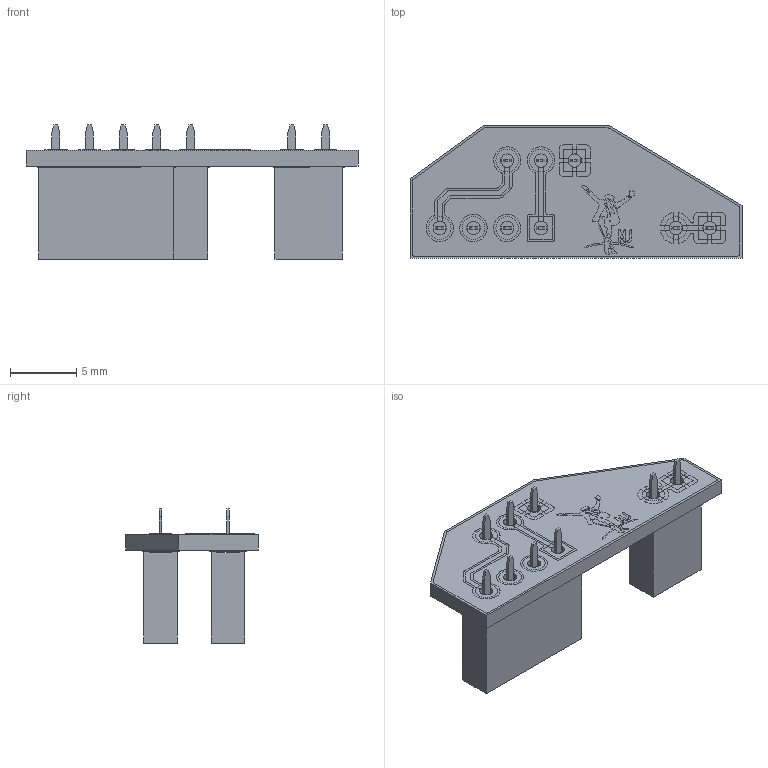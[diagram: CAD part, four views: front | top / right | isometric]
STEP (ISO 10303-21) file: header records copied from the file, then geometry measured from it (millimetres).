
FILE_DESCRIPTION(('FreeCAD Model'),'2;1');
FILE_NAME('Open CASCADE Shape Model','2022-01-24T03:06:12',(''),(''), 'Open CASCADE STEP processor 7.5','FreeCAD','Unknown');
FILE_SCHEMA(('AUTOMOTIVE_DESIGN { 1 0 10303 214 1 1 1 1 }'));
Length unit declared in the file: millimetre
Products named in the file (16): ss_fp_87dc3_bridgeboard_SingleBrd; ss_fp_87dc3_bridgeboard-SingleBrd; Board_Geoms_559e; Pcb_559e; topPads_559e; topTracks_559e; topZones_559e; botPads_559e; botZones_559e; botSilks_7583; topSilks_7857; Step_Models_559e; Bot_559e; J104_PinSocket_1x02_P254mm_Vertical_00005fc5ec21; J105_PinSocket_1x04_P254mm_Vertical_00005fc5ec39; J106_PinSocket_1x03_P254mm_Vertical_00005fc5ec50
Assembly tree (17 placements, depth 5):
  ss_fp_87dc3_bridgeboard_SingleBrd
    ss_fp_87dc3_bridgeboard-SingleBrd
      Board_Geoms_559e
        Pcb_559e
        topPads_559e
        topTracks_559e
        topZones_559e
        botPads_559e
        botZones_559e
        botSilks_7583
        topSilks_7857
      Step_Models_559e
        Bot_559e
          J104_PinSocket_1x02_P254mm_Vertical_00005fc5ec21
          J105_PinSocket_1x04_P254mm_Vertical_00005fc5ec39
          J106_PinSocket_1x03_P254mm_Vertical_00005fc5ec50
    Board_Geoms_559e
      Pcb_559e
      topPads_559e
      topTracks_559e
      topZones_559e
      botPads_559e
      botZones_559e
      botSilks_7583
      topSilks_7857
    Step_Models_559e
      Bot_559e
        J104_PinSocket_1x02_P254mm_Vertical_00005fc5ec21
        J105_PinSocket_1x04_P254mm_Vertical_00005fc5ec39
        J106_PinSocket_1x03_P254mm_Vertical_00005fc5ec50
Bounding box: 25 x 10 x 10.1 mm (x, y, z)
Volume: 1249.1 mm3; surface area: 3235.8 mm2
Topology: 8 solids, 78 shells, 722 faces, 6662 edges, 6080 vertices
Faces by surface type: plane 704, cylinder 18
Full cylindrical faces by diameter (mm): 1 x18
Entity records: 32984 total; most frequent: CARTESIAN_POINT 6750, DIRECTION 4175, ORIENTED_EDGE 4168, EDGE_CURVE 3331, LINE 3245, VECTOR 3245, VERTEX_POINT 3040, AXIS2_PLACEMENT_3D 465
